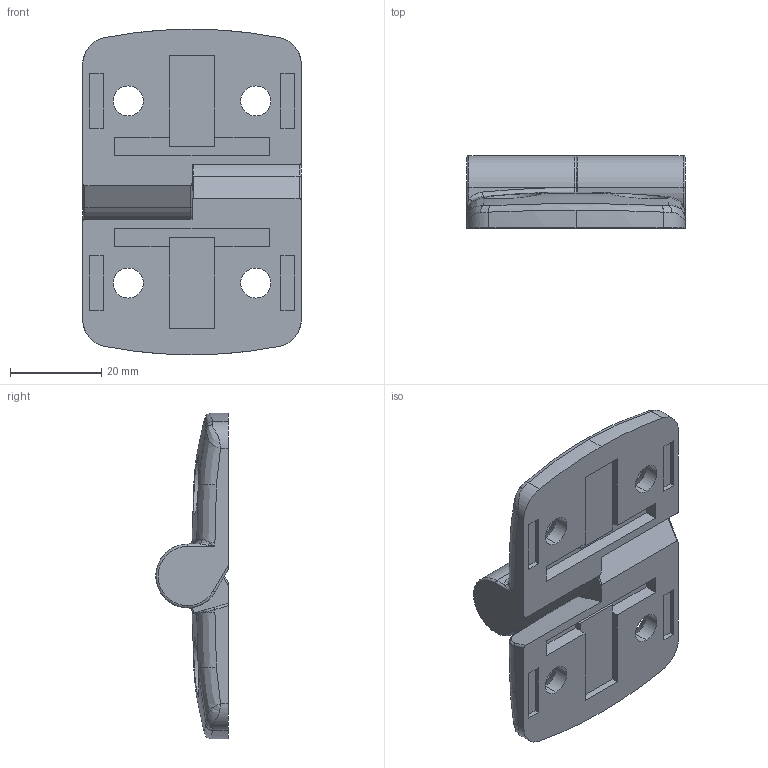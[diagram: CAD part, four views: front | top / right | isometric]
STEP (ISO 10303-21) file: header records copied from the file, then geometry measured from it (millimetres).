
FILE_DESCRIPTION (( 'STEP AP214' ), '1' );
FILE_NAME ('095k3535r00.STEP', '2014-08-13T10:54:19', ( '' ), ( '' ), 'SwSTEP 2.0', 'SolidWorks 2014', '' );
FILE_SCHEMA (( 'AUTOMOTIVE_DESIGN' ));
Length unit declared in the file: millimetre
Products named in the file (3): 095k3535r00; 095k-01_6-41; 095k35r00_095 k 35 r00
Assembly tree (3 placements, depth 2):
  095k3535r00
    095k35r00_095 k 35 r00  x2
    095k-01_6-41
Bounding box: 48 x 15.9 x 71.5 mm (x, y, z)
Volume: 22943.8 mm3; surface area: 11841.2 mm2
Topology: 3 solids, 3 shells, 174 faces, 434 edges, 266 vertices
Faces by surface type: plane 68, cylinder 46, bspline 36, cone 12, torus 12
Entity records: 3850 total; most frequent: CARTESIAN_POINT 1663, ORIENTED_EDGE 454, DIRECTION 391, EDGE_CURVE 227, AXIS2_PLACEMENT_3D 143, VERTEX_POINT 141, LINE 105, VECTOR 105
